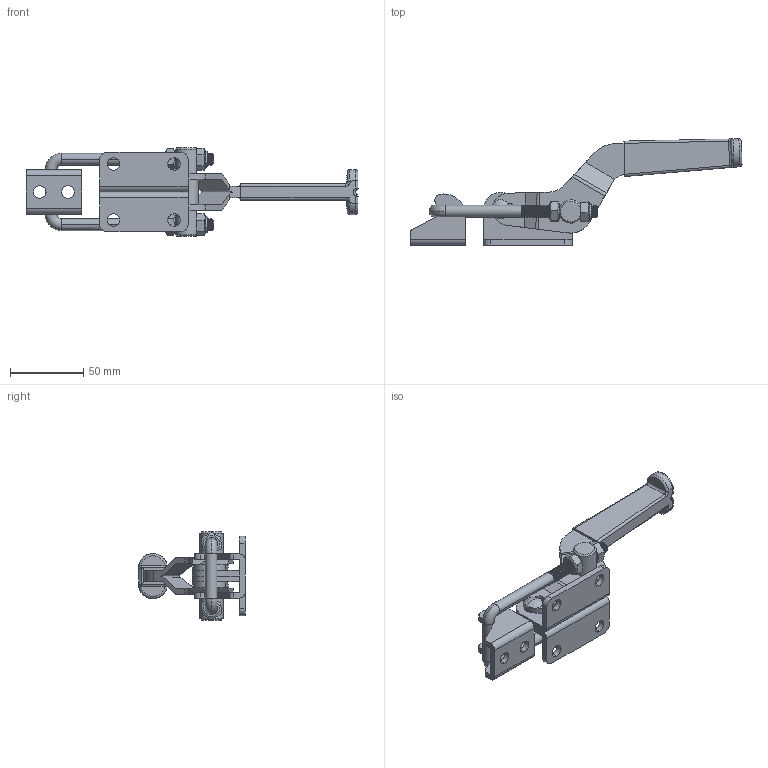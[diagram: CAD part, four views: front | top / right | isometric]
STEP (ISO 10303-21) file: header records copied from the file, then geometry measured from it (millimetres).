
FILE_DESCRIPTION (( 'STEP AP203' ), '1' );
FILE_NAME ('CH-40341.STEP', '2010-06-07T11:20:22', ( '微软用户' ), ( '微软中国' ), 'SwSTEP 2.0', 'SolidWorks 2008', '' );
FILE_SCHEMA (( 'CONFIG_CONTROL_DESIGN' ));
Length unit declared in the file: millimetre
Products named in the file (10): M8_默认; 07_默认; 40341-01_默认; CH-40341; 40341-02_默认; 40341-06_默认; 40341-05_默认; 40341-04_默认; M8防松_默认; 40341-03_默认
Assembly tree (11 placements, depth 2):
  CH-40341
    40341-06_默认
    40341-05_默认
    40341-02_默认
    07_默认
    40341-03_默认
    M8_默认  x2
    40341-01_默认
    M8防松_默认  x2
    40341-04_默认
Bounding box: 226.08 x 72.42 x 60.2 mm (x, y, z)
Volume: 95739.5 mm3; surface area: 52906 mm2
Topology: 12 solids, 12 shells, 1601 faces, 4128 edges, 2571 vertices
Faces by surface type: plane 754, cylinder 602, bspline 186, cone 37, torus 16, sphere 6
Entity records: 64257 total; most frequent: CARTESIAN_POINT 27817, ORIENTED_EDGE 7928, DIRECTION 6790, EDGE_CURVE 3964, VERTEX_POINT 2467, AXIS2_PLACEMENT_3D 2357, VECTOR 2076, LINE 2076
